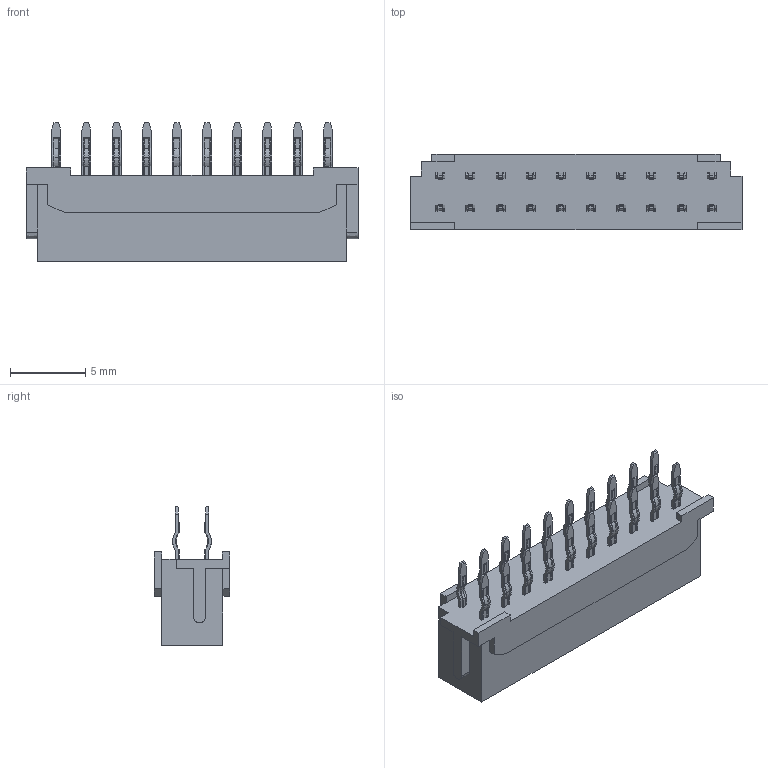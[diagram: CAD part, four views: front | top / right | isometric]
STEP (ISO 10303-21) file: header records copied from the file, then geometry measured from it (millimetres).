
FILE_DESCRIPTION(('OneSpaceDesigner STEP Export'),'2;1');
FILE_NAME('DF11-20DS-2DSA.stp','2007-03-22T14:15:14',(''),(''),'OneSpace Designer STEP processor (Jan. 2003) for AP214(CD)(Solid Model)','OneSpace Designer 12.00 10-Sep-2003 (C) CoCreate Software GmbH','');
FILE_SCHEMA(('AUTOMOTIVE_DESIGN_CC2 {1 2 10303 214 -1 1 5 1}'));
Length unit declared in the file: millimetre
Products named in the file (2): 20DS
Assembly tree (1 placements, depth 2):
  20DS
    20DS
Bounding box: 22 x 5 x 9.2 mm (x, y, z)
Volume: 531.6 mm3; surface area: 660.5 mm2
Topology: 1 solids, 1 shells, 1066 faces, 2750 edges, 1726 vertices
Faces by surface type: plane 462, cylinder 440, torus 160, bspline 4
Entity records: 38926 total; most frequent: CARTESIAN_POINT 15065, ORIENTED_EDGE 5500, DIRECTION 3982, EDGE_CURVE 2750, VERTEX_POINT 1726, VECTOR 1624, LINE 1624, AXIS2_PLACEMENT_3D 1179
